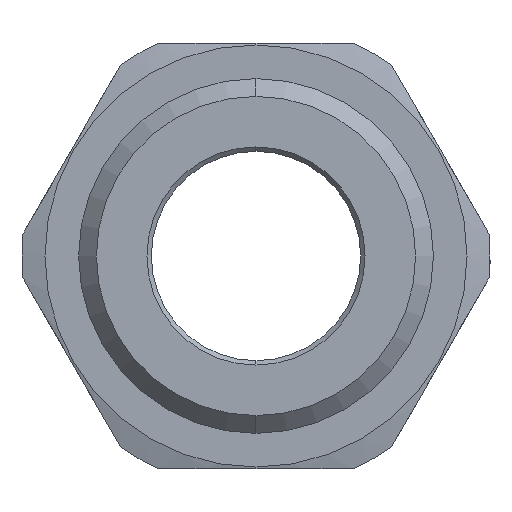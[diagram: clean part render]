
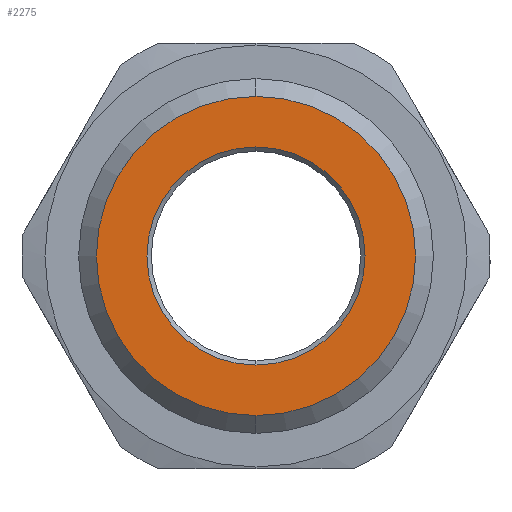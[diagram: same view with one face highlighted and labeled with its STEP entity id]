
A CAD part, left-side view. The second image highlights one B-rep face of the part: STEP entity #2275.
In plain terms, the highlighted planar face has unit normal (-1, 0, 0).
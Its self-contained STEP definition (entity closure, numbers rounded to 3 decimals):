
#156 = DIRECTION ( 'NONE',  ( 0., 0., -1. ) ) ;
#271 = EDGE_LOOP ( 'NONE', ( #1879, #1822 ) ) ;
#280 = DIRECTION ( 'NONE',  ( 0., 0., -1. ) ) ;
#326 = AXIS2_PLACEMENT_3D ( 'NONE', #1284, #2047, #509 ) ;
#423 = CARTESIAN_POINT ( 'NONE',  ( 0., 0., 9. ) ) ;
#468 = CIRCLE ( 'NONE', #680, 6.15 ) ;
#509 = DIRECTION ( 'NONE',  ( 0., 0., -1. ) ) ;
#543 = CARTESIAN_POINT ( 'NONE',  ( 0., 0., 0. ) ) ;
#555 = FACE_OUTER_BOUND ( 'NONE', #2003, .T. ) ;
#586 = CARTESIAN_POINT ( 'NONE',  ( 0., 0., 6.15 ) ) ;
#680 = AXIS2_PLACEMENT_3D ( 'NONE', #3212, #2743, #3236 ) ;
#708 = DIRECTION ( 'NONE',  ( -1., 0., 0. ) ) ;
#804 = PLANE ( 'NONE',  #1691 ) ;
#1048 = DIRECTION ( 'NONE',  ( 1., 0., 0. ) ) ;
#1060 = ORIENTED_EDGE ( 'NONE', *, *, #1108, .T. ) ;
#1107 = CARTESIAN_POINT ( 'NONE',  ( 0., 0., -6.15 ) ) ;
#1108 = EDGE_CURVE ( 'NONE', #1374, #1415, #1248, .T. ) ;
#1173 = VERTEX_POINT ( 'NONE', #1107 ) ;
#1229 = VERTEX_POINT ( 'NONE', #586 ) ;
#1248 = CIRCLE ( 'NONE', #326, 9. ) ;
#1284 = CARTESIAN_POINT ( 'NONE',  ( 0., 0., 0. ) ) ;
#1374 = VERTEX_POINT ( 'NONE', #2232 ) ;
#1388 = EDGE_CURVE ( 'NONE', #1229, #1173, #468, .T. ) ;
#1415 = VERTEX_POINT ( 'NONE', #423 ) ;
#1490 = CARTESIAN_POINT ( 'NONE',  ( 0., 0., 0. ) ) ;
#1552 = CARTESIAN_POINT ( 'NONE',  ( 0., 0., 0. ) ) ;
#1661 = EDGE_CURVE ( 'NONE', #1173, #1229, #2678, .T. ) ;
#1691 = AXIS2_PLACEMENT_3D ( 'NONE', #543, #1048, #3091 ) ;
#1822 = ORIENTED_EDGE ( 'NONE', *, *, #1661, .T. ) ;
#1879 = ORIENTED_EDGE ( 'NONE', *, *, #1388, .T. ) ;
#1894 = ORIENTED_EDGE ( 'NONE', *, *, #2629, .T. ) ;
#2003 = EDGE_LOOP ( 'NONE', ( #1060, #1894 ) ) ;
#2047 = DIRECTION ( 'NONE',  ( -1., 0., 0. ) ) ;
#2078 = DIRECTION ( 'NONE',  ( 1., 0., 0. ) ) ;
#2232 = CARTESIAN_POINT ( 'NONE',  ( 0., 0., -9. ) ) ;
#2275 = ADVANCED_FACE ( 'NONE', ( #2749, #555 ), #804, .F. ) ;
#2311 = AXIS2_PLACEMENT_3D ( 'NONE', #1552, #2078, #280 ) ;
#2441 = AXIS2_PLACEMENT_3D ( 'NONE', #1490, #708, #156 ) ;
#2629 = EDGE_CURVE ( 'NONE', #1415, #1374, #2635, .T. ) ;
#2635 = CIRCLE ( 'NONE', #2441, 9. ) ;
#2678 = CIRCLE ( 'NONE', #2311, 6.15 ) ;
#2743 = DIRECTION ( 'NONE',  ( 1., 0., 0. ) ) ;
#2749 = FACE_BOUND ( 'NONE', #271, .T. ) ;
#3091 = DIRECTION ( 'NONE',  ( 0., 0., -1. ) ) ;
#3212 = CARTESIAN_POINT ( 'NONE',  ( 0., 0., 0. ) ) ;
#3236 = DIRECTION ( 'NONE',  ( 0., 0., -1. ) ) ;
